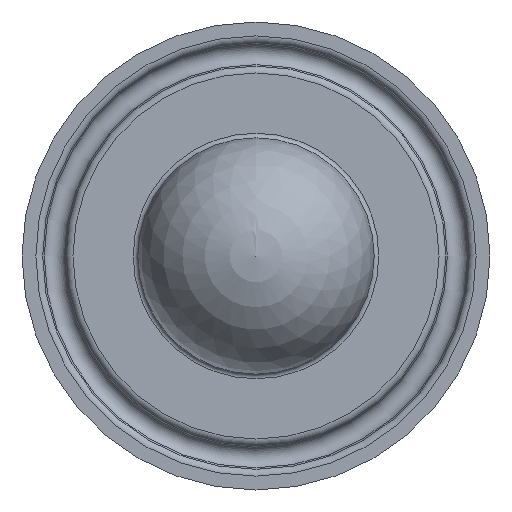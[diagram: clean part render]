
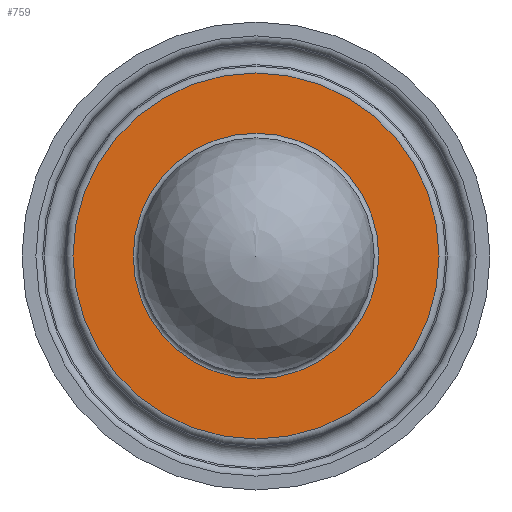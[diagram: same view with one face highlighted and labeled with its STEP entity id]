
A CAD part, front view. The second image highlights one B-rep face of the part: STEP entity #759.
In plain terms, the highlighted planar face has unit normal (0, -1, 0).
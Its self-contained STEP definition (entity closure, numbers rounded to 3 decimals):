
#32=FACE_BOUND('',#186,.T.);
#46=PLANE('',#859);
#137=FACE_OUTER_BOUND('',#185,.T.);
#185=EDGE_LOOP('',(#559));
#186=EDGE_LOOP('',(#560));
#231=CIRCLE('',#815,19.747);
#262=CIRCLE('',#860,13.25);
#308=VERTEX_POINT('',#1214);
#333=VERTEX_POINT('',#1290);
#382=EDGE_CURVE('',#308,#308,#231,.T.);
#419=EDGE_CURVE('',#333,#333,#262,.T.);
#559=ORIENTED_EDGE('',*,*,#382,.T.);
#560=ORIENTED_EDGE('',*,*,#419,.F.);
#759=ADVANCED_FACE('',(#137,#32),#46,.T.);
#815=AXIS2_PLACEMENT_3D('',#1215,#944,#945);
#859=AXIS2_PLACEMENT_3D('',#1289,#1038,#1039);
#860=AXIS2_PLACEMENT_3D('',#1291,#1040,#1041);
#944=DIRECTION('center_axis',(0.,-1.,0.));
#945=DIRECTION('ref_axis',(1.,0.,0.));
#1038=DIRECTION('center_axis',(0.,-1.,0.));
#1039=DIRECTION('ref_axis',(0.,0.,-1.));
#1040=DIRECTION('center_axis',(0.,-1.,0.));
#1041=DIRECTION('ref_axis',(-1.,0.,0.));
#1214=CARTESIAN_POINT('',(0.,68.,19.747));
#1215=CARTESIAN_POINT('Origin',(0.,68.,0.));
#1289=CARTESIAN_POINT('Origin',(16.249,68.,0.));
#1290=CARTESIAN_POINT('',(0.,68.,13.25));
#1291=CARTESIAN_POINT('Origin',(0.,68.,0.));
